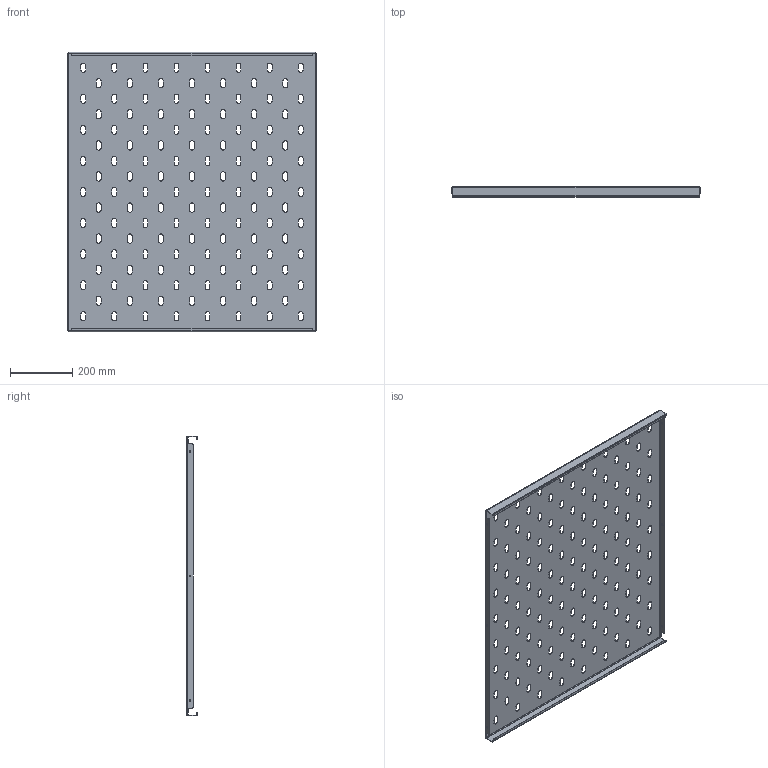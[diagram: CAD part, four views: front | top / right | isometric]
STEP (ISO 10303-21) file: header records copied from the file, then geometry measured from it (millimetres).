
FILE_DESCRIPTION (( 'STEP AP214' ), '1' );
FILE_NAME ('945.190.STEP', '2024-10-04T08:53:35', ( '' ), ( '' ), 'SwSTEP 2.0', 'SolidWorks 2021', '' );
FILE_SCHEMA (( 'AUTOMOTIVE_DESIGN' ));
Length unit declared in the file: millimetre
Products named in the file (1): 945.190
Bounding box: 798 x 33 x 898 mm (x, y, z)
Volume: 1132729.4 mm3; surface area: 1530659.9 mm2
Topology: 1 solids, 1 shells, 738 faces, 2168 edges, 1432 vertices
Faces by surface type: cylinder 432, plane 306
Entity records: 25418 total; most frequent: DIRECTION 4502, CARTESIAN_POINT 4387, ORIENTED_EDGE 4336, EDGE_CURVE 2168, AXIS2_PLACEMENT_3D 1603, VERTEX_POINT 1432, LINE 1296, VECTOR 1296
